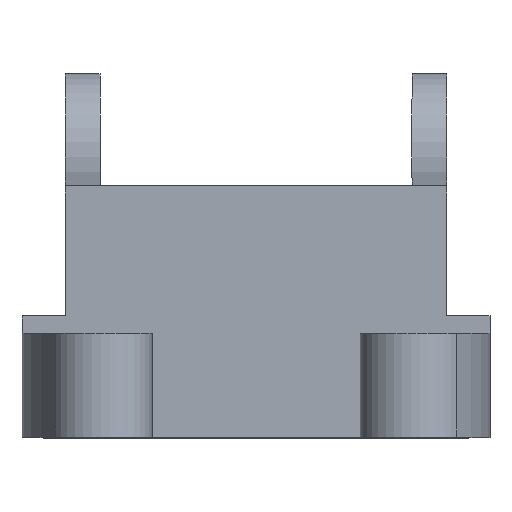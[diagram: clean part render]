
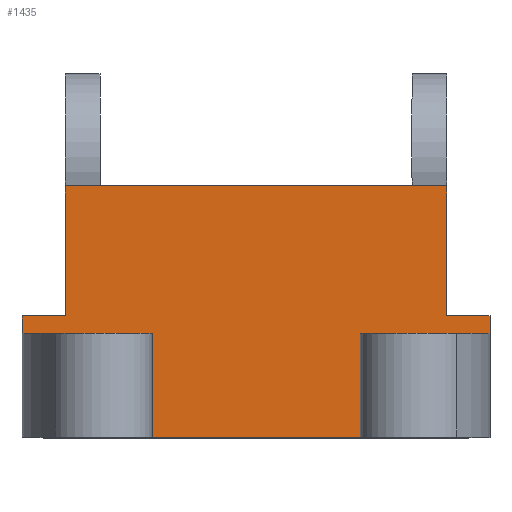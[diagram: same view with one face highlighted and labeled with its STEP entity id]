
A CAD part, top view. The second image highlights one B-rep face of the part: STEP entity #1435.
In plain terms, the highlighted planar face has unit normal (0, 0, 1).
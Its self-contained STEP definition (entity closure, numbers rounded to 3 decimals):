
#48=PLANE('',#1602);
#138=FACE_OUTER_BOUND('',#231,.T.);
#231=EDGE_LOOP('',(#1265,#1266,#1267,#1268,#1269,#1270,#1271,#1272,#1273,
#1274,#1275,#1276));
#259=LINE('',#2143,#388);
#270=LINE('',#2168,#399);
#272=LINE('',#2172,#401);
#334=LINE('',#2367,#463);
#342=LINE('',#2404,#471);
#346=LINE('',#2415,#475);
#347=LINE('',#2420,#476);
#356=LINE('',#2466,#485);
#358=LINE('',#2471,#487);
#359=LINE('',#2472,#488);
#360=LINE('',#2474,#489);
#361=LINE('',#2475,#490);
#388=VECTOR('',#1664,10.);
#399=VECTOR('',#1689,10.);
#401=VECTOR('',#1693,10.);
#463=VECTOR('',#1889,10.);
#471=VECTOR('',#1921,10.);
#475=VECTOR('',#1931,10.);
#476=VECTOR('',#1938,10.);
#485=VECTOR('',#1997,10.);
#487=VECTOR('',#2003,10.);
#488=VECTOR('',#2004,10.);
#489=VECTOR('',#2005,10.);
#490=VECTOR('',#2006,10.);
#597=VERTEX_POINT('',#2140);
#598=VERTEX_POINT('',#2142);
#605=VERTEX_POINT('',#2166);
#606=VERTEX_POINT('',#2170);
#671=VERTEX_POINT('',#2364);
#672=VERTEX_POINT('',#2366);
#689=VERTEX_POINT('',#2402);
#692=VERTEX_POINT('',#2412);
#693=VERTEX_POINT('',#2414);
#706=VERTEX_POINT('',#2464);
#707=VERTEX_POINT('',#2470);
#708=VERTEX_POINT('',#2473);
#740=EDGE_CURVE('',#597,#598,#259,.T.);
#753=EDGE_CURVE('',#605,#598,#270,.T.);
#755=EDGE_CURVE('',#606,#597,#272,.T.);
#851=EDGE_CURVE('',#671,#672,#334,.T.);
#870=EDGE_CURVE('',#689,#671,#342,.T.);
#875=EDGE_CURVE('',#693,#692,#346,.T.);
#878=EDGE_CURVE('',#692,#672,#347,.T.);
#899=EDGE_CURVE('',#689,#706,#356,.T.);
#901=EDGE_CURVE('',#707,#606,#358,.T.);
#902=EDGE_CURVE('',#707,#693,#359,.T.);
#903=EDGE_CURVE('',#706,#708,#360,.T.);
#904=EDGE_CURVE('',#605,#708,#361,.T.);
#1265=ORIENTED_EDGE('',*,*,#901,.F.);
#1266=ORIENTED_EDGE('',*,*,#902,.T.);
#1267=ORIENTED_EDGE('',*,*,#875,.T.);
#1268=ORIENTED_EDGE('',*,*,#878,.T.);
#1269=ORIENTED_EDGE('',*,*,#851,.F.);
#1270=ORIENTED_EDGE('',*,*,#870,.F.);
#1271=ORIENTED_EDGE('',*,*,#899,.T.);
#1272=ORIENTED_EDGE('',*,*,#903,.T.);
#1273=ORIENTED_EDGE('',*,*,#904,.F.);
#1274=ORIENTED_EDGE('',*,*,#753,.T.);
#1275=ORIENTED_EDGE('',*,*,#740,.F.);
#1276=ORIENTED_EDGE('',*,*,#755,.F.);
#1435=ADVANCED_FACE('',(#138),#48,.F.);
#1602=AXIS2_PLACEMENT_3D('',#2469,#2001,#2002);
#1664=DIRECTION('',(1.,0.,0.));
#1689=DIRECTION('',(0.,1.,0.));
#1693=DIRECTION('',(0.,1.,0.));
#1889=DIRECTION('',(-1.,0.,0.));
#1921=DIRECTION('',(0.,-1.,0.));
#1931=DIRECTION('',(1.,0.,0.));
#1938=DIRECTION('',(0.,-1.,0.));
#1997=DIRECTION('',(1.,0.,0.));
#2001=DIRECTION('center_axis',(0.,0.,-1.));
#2002=DIRECTION('ref_axis',(1.,0.,0.));
#2003=DIRECTION('',(1.,0.,0.));
#2004=DIRECTION('',(0.,-1.,0.));
#2005=DIRECTION('',(0.,1.,0.));
#2006=DIRECTION('',(1.,0.,0.));
#2140=CARTESIAN_POINT('',(-11.,14.5,4.));
#2142=CARTESIAN_POINT('',(11.,14.5,4.));
#2143=CARTESIAN_POINT('',(-13.5,14.5,4.));
#2166=CARTESIAN_POINT('',(11.,7.,4.));
#2168=CARTESIAN_POINT('',(11.,7.,4.));
#2170=CARTESIAN_POINT('',(-11.,7.,4.));
#2172=CARTESIAN_POINT('',(-11.,7.,4.));
#2364=CARTESIAN_POINT('',(6.,0.,4.));
#2366=CARTESIAN_POINT('',(-6.,0.,4.));
#2367=CARTESIAN_POINT('',(-3.,0.,4.));
#2402=CARTESIAN_POINT('',(6.,6.,4.));
#2404=CARTESIAN_POINT('',(6.,6.,4.));
#2412=CARTESIAN_POINT('',(-6.,6.,4.));
#2414=CARTESIAN_POINT('',(-13.5,6.,4.));
#2415=CARTESIAN_POINT('',(13.5,6.,4.));
#2420=CARTESIAN_POINT('',(-6.,6.,4.));
#2464=CARTESIAN_POINT('',(13.5,6.,4.));
#2466=CARTESIAN_POINT('',(13.5,6.,4.));
#2469=CARTESIAN_POINT('Origin',(-13.5,7.,4.));
#2470=CARTESIAN_POINT('',(-13.5,7.,4.));
#2471=CARTESIAN_POINT('',(-6.75,7.,4.));
#2472=CARTESIAN_POINT('',(-13.5,0.,4.));
#2473=CARTESIAN_POINT('',(13.5,7.,4.));
#2474=CARTESIAN_POINT('',(13.5,0.,4.));
#2475=CARTESIAN_POINT('',(-6.75,7.,4.));
